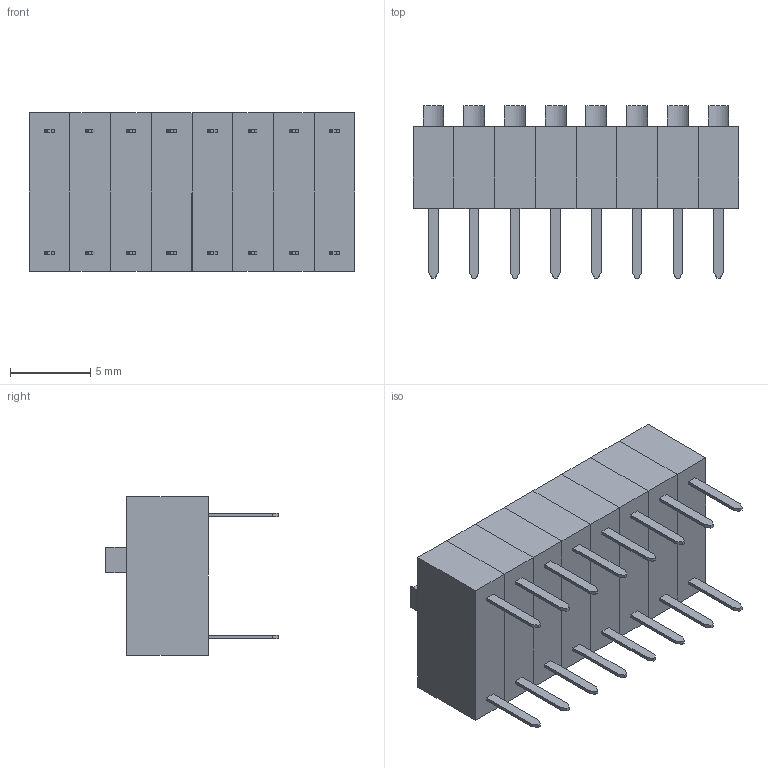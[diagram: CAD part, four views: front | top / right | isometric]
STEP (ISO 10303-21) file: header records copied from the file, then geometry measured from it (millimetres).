
FILE_DESCRIPTION (( 'STEP AP214' ), '1' );
FILE_NAME ('DIP16BM.STEP', '2016-09-06T01:25:37', ( '' ), ( '' ), 'SwSTEP 2.0', 'SolidWorks 2016', '' );
FILE_SCHEMA (( 'AUTOMOTIVE_DESIGN' ));
Length unit declared in the file: millimetre
Products named in the file (5): User Library-DIP-16-SW_User Library-DIP-16-SW_Imported_3; User Library-DIP-16-SW_User Library-DIP-16-SW_Imported_2; DIP16BM; User Library-DIP-16-SW; User Library-DIP-16-SW_User Library-DIP-16-SW_User Library-DIP-_óf____1
Assembly tree (12 placements, depth 3):
  DIP16BM
    User Library-DIP-16-SW  x8
      User Library-DIP-16-SW_User Library-DIP-16-SW_User Library-DIP-_óf____1
      User Library-DIP-16-SW_User Library-DIP-16-SW_Imported_3
      User Library-DIP-16-SW_User Library-DIP-16-SW_Imported_2
Bounding box: 20.32 x 10.75 x 9.9 mm (x, y, z)
Volume: 1031 mm3; surface area: 1720 mm2
Topology: 32 solids, 32 shells, 264 faces, 576 edges, 384 vertices
Faces by surface type: plane 248, cylinder 16
Entity records: 1191 total; most frequent: DIRECTION 140, CARTESIAN_POINT 131, ORIENTED_EDGE 108, EDGE_CURVE 54, LINE 50, VECTOR 50, AXIS2_PLACEMENT_3D 45, UNCERTAINTY_MEASURE_WITH_UNIT 36
